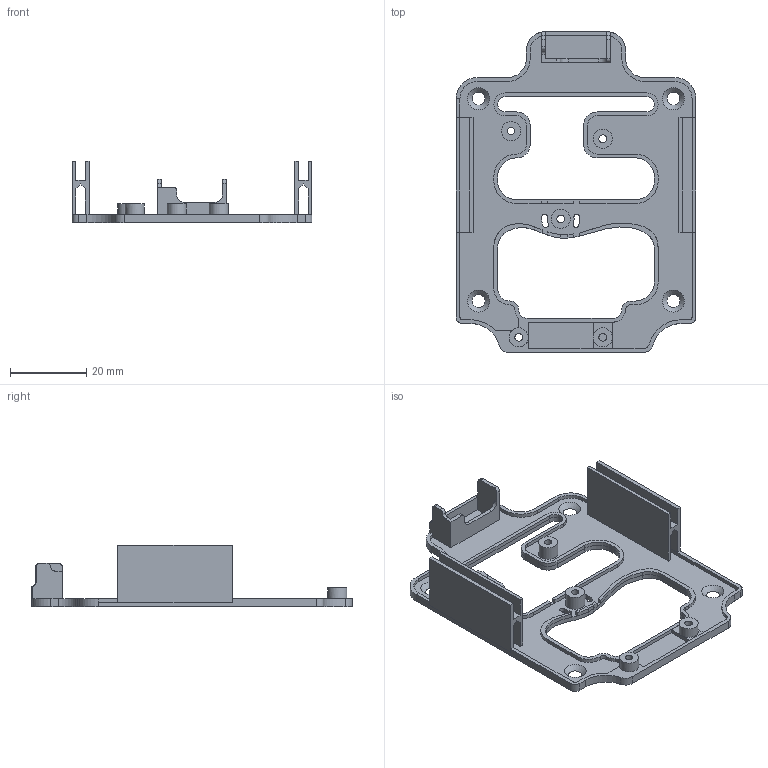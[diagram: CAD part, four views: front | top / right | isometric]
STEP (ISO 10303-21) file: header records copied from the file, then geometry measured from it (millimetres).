
FILE_DESCRIPTION(/* description */ (''),/* implementation_level */ '2;1');
FILE_NAME(/* name */ 'Unify-GNSS.step',/* time_stamp */ '2022-07-22T10:18:25+08:00',/* author */ (''),/* organization */ (''),/* preprocessor_version */ 'ST-DEVELOPER v19',/* originating_system */ 'Autodesk Translation Framework v11.7.0.108',/* authorisation */ '');
FILE_SCHEMA (('AUTOMOTIVE_DESIGN { 1 0 10303 214 3 1 1 }'));
Length unit declared in the file: millimetre
Products named in the file (1): Compatible-GNSS-Carrier
Bounding box: 62.8 x 83.9 x 16.2 mm (x, y, z)
Volume: 6729.7 mm3; surface area: 12511.7 mm2
Topology: 1 solids, 1 shells, 280 faces, 769 edges, 493 vertices
Faces by surface type: plane 155, cylinder 99, bspline 18, cone 4, torus 4
Full cylindrical faces by diameter (mm): 2 x6, 5 x5
Entity records: 9518 total; most frequent: CARTESIAN_POINT 2333, ORIENTED_EDGE 1538, DIRECTION 1449, EDGE_CURVE 769, LINE 513, VECTOR 513, VERTEX_POINT 493, AXIS2_PLACEMENT_3D 468
